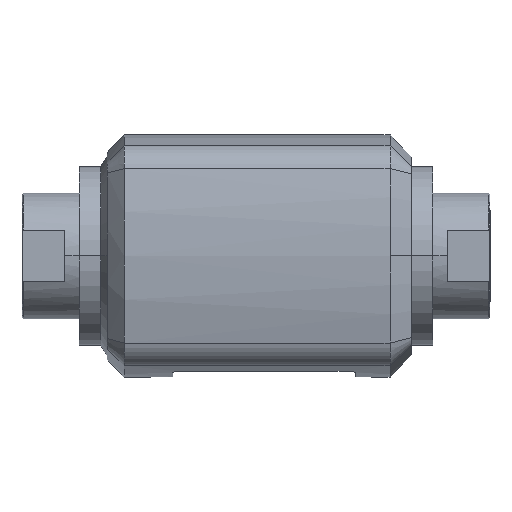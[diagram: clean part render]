
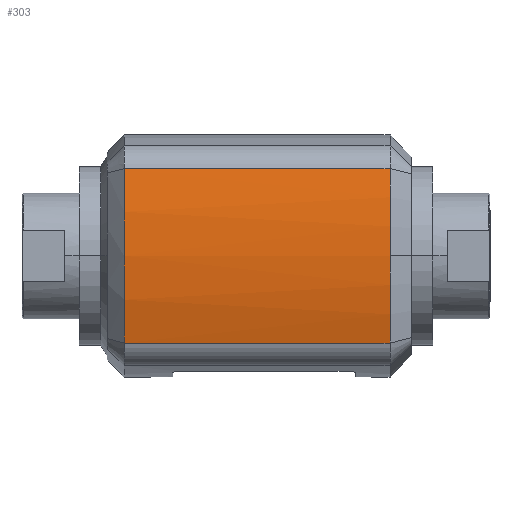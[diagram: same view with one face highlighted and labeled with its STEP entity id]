
A CAD part, top view. The second image highlights one B-rep face of the part: STEP entity #303.
In plain terms, the highlighted cylindrical face has radius 80.5 mm (diameter 161 mm), a partial arc.
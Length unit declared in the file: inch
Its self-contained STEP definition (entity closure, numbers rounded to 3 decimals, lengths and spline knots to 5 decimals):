
#32 = ORIENTED_EDGE ( 'NONE', *, *, #1945, .T. ) ;
#37 = CIRCLE ( 'NONE', #1044, 3.16929 ) ;
#194 = VERTEX_POINT ( 'NONE', #604 ) ;
#247 = CYLINDRICAL_SURFACE ( 'NONE', #1018, 3.16929 ) ;
#269 = EDGE_CURVE ( 'NONE', #1480, #2389, #1293, .T. ) ;
#303 = ADVANCED_FACE ( 'NONE', ( #1305 ), #247, .T. ) ;
#318 = DIRECTION ( 'NONE',  ( 1., 0., 0. ) ) ;
#407 = VECTOR ( 'NONE', #1153, 39.37008 ) ;
#604 = CARTESIAN_POINT ( 'NONE',  ( 1.81102, -0.8072, 1.01753 ) ) ;
#680 = CARTESIAN_POINT ( 'NONE',  ( -0.64961, 0.8072, 1.01753 ) ) ;
#746 = LINE ( 'NONE', #2022, #407 ) ;
#763 = EDGE_LOOP ( 'NONE', ( #32, #927, #1744, #2443, #1686 ) ) ;
#858 = DIRECTION ( 'NONE',  ( 1., 0., 0. ) ) ;
#927 = ORIENTED_EDGE ( 'NONE', *, *, #269, .F. ) ;
#952 = CARTESIAN_POINT ( 'NONE',  ( 1.81102, 0., -2.04724 ) ) ;
#1018 = AXIS2_PLACEMENT_3D ( 'NONE', #2370, #858, #2352 ) ;
#1044 = AXIS2_PLACEMENT_3D ( 'NONE', #952, #2526, #2514 ) ;
#1070 = CARTESIAN_POINT ( 'NONE',  ( -0.64961, -0.8072, 1.01753 ) ) ;
#1083 = EDGE_CURVE ( 'NONE', #1480, #2196, #2103, .T. ) ;
#1097 = VERTEX_POINT ( 'NONE', #1527 ) ;
#1153 = DIRECTION ( 'NONE',  ( 1., 0., 0. ) ) ;
#1191 = DIRECTION ( 'NONE',  ( -1., 0., 0. ) ) ;
#1293 = LINE ( 'NONE', #2117, #2586 ) ;
#1305 = FACE_OUTER_BOUND ( 'NONE', #763, .T. ) ;
#1352 = CARTESIAN_POINT ( 'NONE',  ( 1.81102, 0.8072, 1.01753 ) ) ;
#1480 = VERTEX_POINT ( 'NONE', #680 ) ;
#1493 = CIRCLE ( 'NONE', #1753, 3.16929 ) ;
#1527 = CARTESIAN_POINT ( 'NONE',  ( 1.81102, 0., 1.12205 ) ) ;
#1538 = DIRECTION ( 'NONE',  ( 1., 0., 0. ) ) ;
#1571 = DIRECTION ( 'NONE',  ( 0., 0., -1. ) ) ;
#1590 = CARTESIAN_POINT ( 'NONE',  ( 1.81102, 0., -2.04724 ) ) ;
#1686 = ORIENTED_EDGE ( 'NONE', *, *, #2666, .T. ) ;
#1744 = ORIENTED_EDGE ( 'NONE', *, *, #1083, .T. ) ;
#1753 = AXIS2_PLACEMENT_3D ( 'NONE', #1590, #1191, #2612 ) ;
#1811 = AXIS2_PLACEMENT_3D ( 'NONE', #2175, #318, #1571 ) ;
#1945 = EDGE_CURVE ( 'NONE', #1097, #2389, #1493, .T. ) ;
#1965 = EDGE_CURVE ( 'NONE', #2196, #194, #746, .T. ) ;
#2022 = CARTESIAN_POINT ( 'NONE',  ( -0.64961, -0.8072, 1.01753 ) ) ;
#2103 = CIRCLE ( 'NONE', #1811, 3.16929 ) ;
#2117 = CARTESIAN_POINT ( 'NONE',  ( -0.64961, 0.8072, 1.01753 ) ) ;
#2175 = CARTESIAN_POINT ( 'NONE',  ( -0.64961, 0., -2.04724 ) ) ;
#2196 = VERTEX_POINT ( 'NONE', #1070 ) ;
#2352 = DIRECTION ( 'NONE',  ( 0., 0., -1. ) ) ;
#2370 = CARTESIAN_POINT ( 'NONE',  ( -0.64961, 0., -2.04724 ) ) ;
#2389 = VERTEX_POINT ( 'NONE', #1352 ) ;
#2443 = ORIENTED_EDGE ( 'NONE', *, *, #1965, .T. ) ;
#2514 = DIRECTION ( 'NONE',  ( 0., 0., -1. ) ) ;
#2526 = DIRECTION ( 'NONE',  ( -1., 0., 0. ) ) ;
#2586 = VECTOR ( 'NONE', #1538, 39.37008 ) ;
#2612 = DIRECTION ( 'NONE',  ( 0., 0., -1. ) ) ;
#2666 = EDGE_CURVE ( 'NONE', #194, #1097, #37, .T. ) ;
